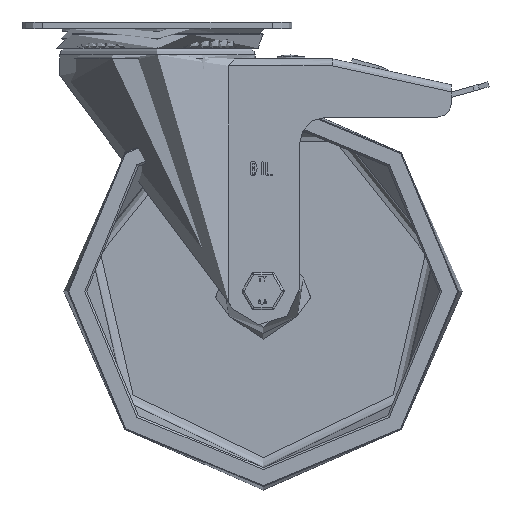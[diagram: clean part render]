
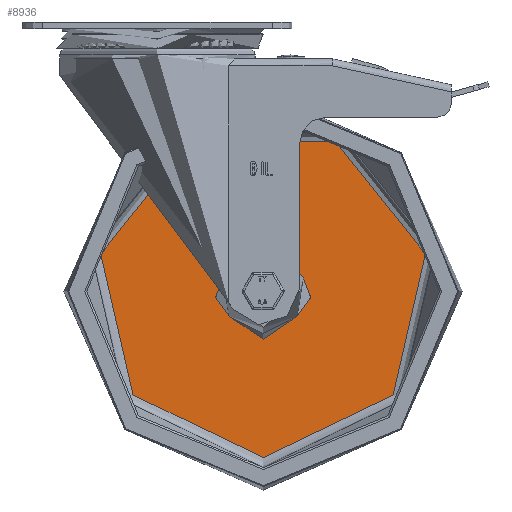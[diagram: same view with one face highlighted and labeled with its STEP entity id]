
A CAD part, front view. The second image highlights one B-rep face of the part: STEP entity #8936.
In plain terms, the highlighted planar face has unit normal (0, -1, 0).
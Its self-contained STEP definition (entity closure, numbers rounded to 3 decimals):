
#50=ELLIPSE('',#9900,1.414,1.);
#51=ELLIPSE('',#9902,1.414,1.);
#484=FACE_BOUND('',#1884,.T.);
#684=PLANE('',#9907);
#1331=FACE_OUTER_BOUND('',#1883,.T.);
#1883=EDGE_LOOP('',(#7478));
#1884=EDGE_LOOP('',(#7479,#7480,#7481,#7482,#7483,#7484));
#2577=LINE('',#18745,#3274);
#2578=LINE('',#18747,#3275);
#2579=LINE('',#18751,#3276);
#3274=VECTOR('',#11834,1000.);
#3275=VECTOR('',#11837,1000.);
#3276=VECTOR('',#11844,1000.);
#3703=CIRCLE('',#9872,83.5);
#3713=CIRCLE('',#9889,24.162);
#4306=VERTEX_POINT('',#18588);
#4321=VERTEX_POINT('',#18669);
#4322=VERTEX_POINT('',#18680);
#4327=VERTEX_POINT('',#18733);
#4328=VERTEX_POINT('',#18734);
#4329=VERTEX_POINT('',#18739);
#4330=VERTEX_POINT('',#18740);
#5389=EDGE_CURVE('',#4306,#4306,#3703,.T.);
#5410=EDGE_CURVE('',#4322,#4321,#3713,.T.);
#5419=EDGE_CURVE('',#4327,#4328,#50,.F.);
#5422=EDGE_CURVE('',#4329,#4330,#51,.F.);
#5425=EDGE_CURVE('',#4327,#4330,#2577,.T.);
#5426=EDGE_CURVE('',#4321,#4328,#2578,.T.);
#5427=EDGE_CURVE('',#4329,#4322,#2579,.T.);
#7478=ORIENTED_EDGE('',*,*,#5389,.F.);
#7479=ORIENTED_EDGE('',*,*,#5426,.T.);
#7480=ORIENTED_EDGE('',*,*,#5419,.F.);
#7481=ORIENTED_EDGE('',*,*,#5425,.T.);
#7482=ORIENTED_EDGE('',*,*,#5422,.F.);
#7483=ORIENTED_EDGE('',*,*,#5427,.T.);
#7484=ORIENTED_EDGE('',*,*,#5410,.T.);
#8936=ADVANCED_FACE('',(#1331,#484),#684,.T.);
#9872=AXIS2_PLACEMENT_3D('',#18590,#11761,#11762);
#9889=AXIS2_PLACEMENT_3D('',#18681,#11800,#11801);
#9900=AXIS2_PLACEMENT_3D('',#18735,#11822,#11823);
#9902=AXIS2_PLACEMENT_3D('',#18741,#11828,#11829);
#9907=AXIS2_PLACEMENT_3D('',#18750,#11842,#11843);
#11761=DIRECTION('center_axis',(0.,1.,0.));
#11762=DIRECTION('ref_axis',(0.,0.,1.));
#11800=DIRECTION('center_axis',(0.,1.,0.));
#11801=DIRECTION('ref_axis',(0.,0.,1.));
#11822=DIRECTION('center_axis',(0.,1.,0.));
#11823=DIRECTION('ref_axis',(0.,0.,
1.));
#11828=DIRECTION('center_axis',(0.,1.,0.));
#11829=DIRECTION('ref_axis',(0.,0.,
1.));
#11834=DIRECTION('',(1.,0.,0.));
#11837=DIRECTION('',(0.,0.,1.));
#11842=DIRECTION('center_axis',(0.,-1.,0.));
#11843=DIRECTION('ref_axis',(0.,0.,-1.));
#11844=DIRECTION('',(0.,0.,-1.));
#18588=CARTESIAN_POINT('',(0.,-5.,-83.5));
#18590=CARTESIAN_POINT('Origin',(0.,-5.,0.));
#18669=CARTESIAN_POINT('',(-6.5,-5.,23.271));
#18680=CARTESIAN_POINT('',(6.5,-5.,23.271));
#18681=CARTESIAN_POINT('Origin',(0.,-5.,0.));
#18733=CARTESIAN_POINT('',(-5.5,-5.,37.5));
#18734=CARTESIAN_POINT('',(-6.5,-5.,36.086));
#18735=CARTESIAN_POINT('Origin',(-5.5,-5.,36.086));
#18739=CARTESIAN_POINT('',(6.5,-5.,36.086));
#18740=CARTESIAN_POINT('',(5.5,-5.,37.5));
#18741=CARTESIAN_POINT('Origin',(5.5,-5.,36.086));
#18745=CARTESIAN_POINT('',(0.,-5.,37.5));
#18747=CARTESIAN_POINT('',(-6.5,-5.,26.915));
#18750=CARTESIAN_POINT('Origin',(0.,-5.,53.831));
#18751=CARTESIAN_POINT('',(6.5,-5.,26.915));
